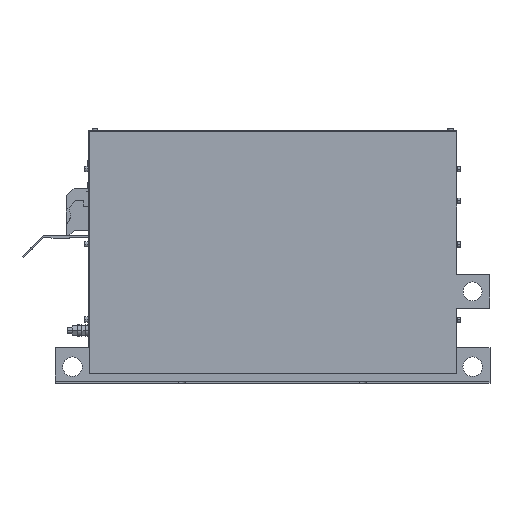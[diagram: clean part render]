
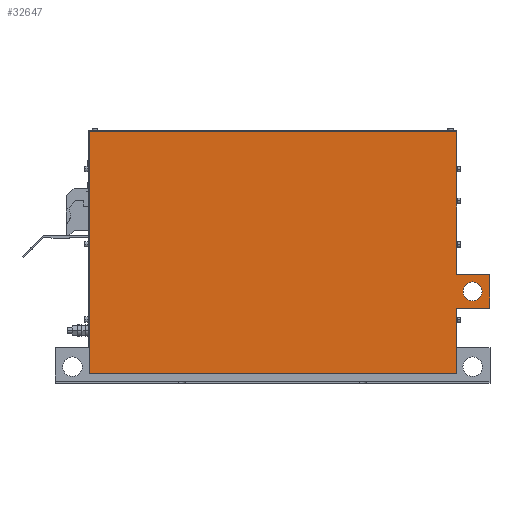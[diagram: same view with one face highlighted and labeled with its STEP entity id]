
A CAD part, front view. The second image highlights one B-rep face of the part: STEP entity #32647.
In plain terms, the highlighted planar face has unit normal (0, -1, 0).
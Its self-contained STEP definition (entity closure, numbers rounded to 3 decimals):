
#5793=DIRECTION('',(1.,0.,0.));
#5794=VECTOR('',#5793,487.);
#5795=CARTESIAN_POINT('',(-302.743,-75.933,311.5));
#5796=LINE('',#5795,#5794);
#5797=DIRECTION('',(0.,0.,-1.));
#5798=VECTOR('',#5797,189.5);
#5799=CARTESIAN_POINT('',(184.257,-75.933,311.5));
#5800=LINE('',#5799,#5798);
#5801=DIRECTION('',(1.,0.,0.));
#5802=VECTOR('',#5801,44.4);
#5803=CARTESIAN_POINT('',(184.257,-75.933,122.));
#5804=LINE('',#5803,#5802);
#5805=DIRECTION('',(0.,0.,-1.));
#5806=VECTOR('',#5805,45.);
#5807=CARTESIAN_POINT('',(228.657,-75.933,122.));
#5808=LINE('',#5807,#5806);
#5809=DIRECTION('',(-1.,0.,0.));
#5810=VECTOR('',#5809,44.4);
#5811=CARTESIAN_POINT('',(228.657,-75.933,77.));
#5812=LINE('',#5811,#5810);
#5813=DIRECTION('',(0.,0.,-1.));
#5814=VECTOR('',#5813,87.15);
#5815=CARTESIAN_POINT('',(184.257,-75.933,77.));
#5816=LINE('',#5815,#5814);
#5817=DIRECTION('',(-1.,0.,0.));
#5818=VECTOR('',#5817,487.);
#5819=CARTESIAN_POINT('',(184.257,-75.933,-10.15));
#5820=LINE('',#5819,#5818);
#5821=DIRECTION('',(0.,0.,1.));
#5822=VECTOR('',#5821,321.65);
#5823=CARTESIAN_POINT('',(-302.743,-75.933,-10.15));
#5824=LINE('',#5823,#5822);
#5825=CARTESIAN_POINT('',(206.157,-75.933,99.5));
#5826=DIRECTION('',(0.,-1.,0.));
#5827=DIRECTION('',(-1.,0.,0.));
#5828=AXIS2_PLACEMENT_3D('',#5825,#5826,#5827);
#5830=CARTESIAN_POINT('',(206.157,-75.933,99.5));
#5831=DIRECTION('',(0.,-1.,0.));
#5832=DIRECTION('',(1.,0.,0.));
#5833=AXIS2_PLACEMENT_3D('',#5830,#5831,#5832);
#22583=CARTESIAN_POINT('',(184.257,-75.933,311.5));
#22584=VERTEX_POINT('',#22583);
#22585=CARTESIAN_POINT('',(-302.743,-75.933,311.5));
#22586=VERTEX_POINT('',#22585);
#25918=CARTESIAN_POINT('',(-302.743,-75.933,-10.15));
#25919=VERTEX_POINT('',#25918);
#25920=CARTESIAN_POINT('',(184.257,-75.933,122.));
#25921=VERTEX_POINT('',#25920);
#25922=CARTESIAN_POINT('',(228.657,-75.933,122.));
#25923=VERTEX_POINT('',#25922);
#25924=CARTESIAN_POINT('',(228.657,-75.933,77.));
#25925=VERTEX_POINT('',#25924);
#25926=CARTESIAN_POINT('',(184.257,-75.933,77.));
#25927=VERTEX_POINT('',#25926);
#25928=CARTESIAN_POINT('',(184.257,-75.933,-10.15));
#25929=VERTEX_POINT('',#25928);
#25930=CARTESIAN_POINT('',(193.657,-75.933,99.5));
#25931=CARTESIAN_POINT('',(218.657,-75.933,99.5));
#25932=VERTEX_POINT('',#25930);
#25933=VERTEX_POINT('',#25931);
#32624=CARTESIAN_POINT('',(0.,-75.933,0.));
#32625=DIRECTION('',(0.,-1.,0.));
#32626=DIRECTION('',(1.,0.,0.));
#32627=AXIS2_PLACEMENT_3D('',#32624,#32625,#32626);
#32628=PLANE('',#32627);
#32629=ORIENTED_EDGE('',*,*,#32496,.T.);
#32631=ORIENTED_EDGE('',*,*,#32630,.T.);
#32632=ORIENTED_EDGE('',*,*,#32531,.T.);
#32634=ORIENTED_EDGE('',*,*,#32633,.T.);
#32635=ORIENTED_EDGE('',*,*,#32569,.T.);
#32636=ORIENTED_EDGE('',*,*,#32599,.T.);
#32637=ORIENTED_EDGE('',*,*,#32618,.T.);
#32638=ORIENTED_EDGE('',*,*,#32480,.T.);
#32639=EDGE_LOOP('',(#32629,#32631,#32632,#32634,#32635,#32636,#32637,#32638));
#32640=FACE_OUTER_BOUND('',#32639,.F.);
#32642=ORIENTED_EDGE('',*,*,#32641,.T.);
#32644=ORIENTED_EDGE('',*,*,#32643,.T.);
#32645=EDGE_LOOP('',(#32642,#32644));
#32646=FACE_BOUND('',#32645,.F.);
#32647=ADVANCED_FACE('',(#32640,#32646),#32628,.T.);
#5829=CIRCLE('',#5828,12.5);
#5834=CIRCLE('',#5833,12.5);
#32480=EDGE_CURVE('',#25919,#22586,#5824,.T.);
#32496=EDGE_CURVE('',#22586,#22584,#5796,.T.);
#32531=EDGE_CURVE('',#25921,#25923,#5804,.T.);
#32569=EDGE_CURVE('',#25925,#25927,#5812,.T.);
#32599=EDGE_CURVE('',#25927,#25929,#5816,.T.);
#32618=EDGE_CURVE('',#25929,#25919,#5820,.T.);
#32630=EDGE_CURVE('',#22584,#25921,#5800,.T.);
#32633=EDGE_CURVE('',#25923,#25925,#5808,.T.);
#32641=EDGE_CURVE('',#25932,#25933,#5829,.T.);
#32643=EDGE_CURVE('',#25933,#25932,#5834,.T.);
